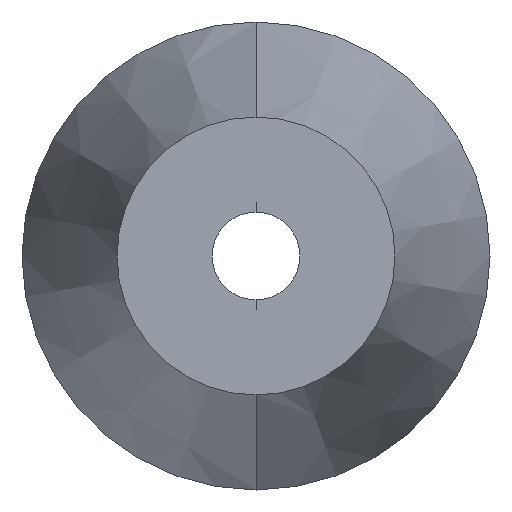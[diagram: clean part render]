
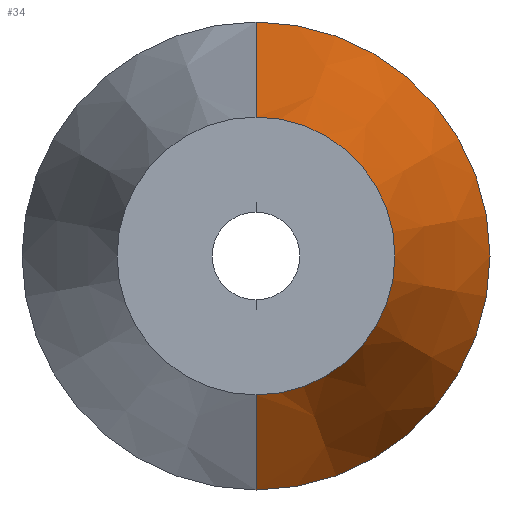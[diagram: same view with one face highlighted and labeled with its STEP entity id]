
A CAD part, front view. The second image highlights one B-rep face of the part: STEP entity #34.
In plain terms, the highlighted conical face has half-angle 15 degrees and reference radius 8 mm.
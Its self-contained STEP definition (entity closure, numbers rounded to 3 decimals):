
#21 = AXIS2_PLACEMENT_3D ( 'NONE', #395, #391, #107 ) ;
#28 = ORIENTED_EDGE ( 'NONE', *, *, #83, .T. ) ;
#34 = ADVANCED_FACE ( 'NONE', ( #308 ), #206, .T. ) ;
#36 = DIRECTION ( 'NONE',  ( 0., 0.966, -0.259 ) ) ;
#47 = ORIENTED_EDGE ( 'NONE', *, *, #199, .F. ) ;
#51 = DIRECTION ( 'NONE',  ( 0., -1., 0. ) ) ;
#76 = AXIS2_PLACEMENT_3D ( 'NONE', #169, #450, #165 ) ;
#81 = VECTOR ( 'NONE', #154, 1000. ) ;
#83 = EDGE_CURVE ( 'NONE', #275, #257, #496, .T. ) ;
#94 = VECTOR ( 'NONE', #36, 1000. ) ;
#100 = CARTESIAN_POINT ( 'NONE',  ( 0., 12.129, 8. ) ) ;
#107 = DIRECTION ( 'NONE',  ( 0., 0., -1. ) ) ;
#132 = ORIENTED_EDGE ( 'NONE', *, *, #498, .F. ) ;
#141 = CARTESIAN_POINT ( 'NONE',  ( 0., 12.129, -8. ) ) ;
#154 = DIRECTION ( 'NONE',  ( 0., 0.966, 0.259 ) ) ;
#165 = DIRECTION ( 'NONE',  ( 0., 0., 1. ) ) ;
#169 = CARTESIAN_POINT ( 'NONE',  ( 0., 12.129, 0. ) ) ;
#188 = CIRCLE ( 'NONE', #495, 4.75 ) ;
#192 = LINE ( 'NONE', #523, #81 ) ;
#199 = EDGE_CURVE ( 'NONE', #286, #310, #188, .T. ) ;
#206 = CONICAL_SURFACE ( 'NONE', #76, 8., 0.262 ) ;
#226 = CARTESIAN_POINT ( 'NONE',  ( 0., 0., -4.75 ) ) ;
#257 = VERTEX_POINT ( 'NONE', #100 ) ;
#261 = CARTESIAN_POINT ( 'NONE',  ( 0., 0., 0. ) ) ;
#265 = CARTESIAN_POINT ( 'NONE',  ( 0., 0., 4.75 ) ) ;
#275 = VERTEX_POINT ( 'NONE', #141 ) ;
#286 = VERTEX_POINT ( 'NONE', #226 ) ;
#287 = CARTESIAN_POINT ( 'NONE',  ( 0., 12.129, -8. ) ) ;
#307 = LINE ( 'NONE', #287, #94 ) ;
#308 = FACE_OUTER_BOUND ( 'NONE', #514, .T. ) ;
#310 = VERTEX_POINT ( 'NONE', #265 ) ;
#332 = ORIENTED_EDGE ( 'NONE', *, *, #440, .T. ) ;
#391 = DIRECTION ( 'NONE',  ( 0., -1., 0. ) ) ;
#395 = CARTESIAN_POINT ( 'NONE',  ( 0., 12.129, 0. ) ) ;
#440 = EDGE_CURVE ( 'NONE', #286, #275, #307, .T. ) ;
#450 = DIRECTION ( 'NONE',  ( 0., 1., 0. ) ) ;
#454 = DIRECTION ( 'NONE',  ( 0., 0., -1. ) ) ;
#495 = AXIS2_PLACEMENT_3D ( 'NONE', #261, #51, #454 ) ;
#496 = CIRCLE ( 'NONE', #21, 8. ) ;
#498 = EDGE_CURVE ( 'NONE', #310, #257, #192, .T. ) ;
#514 = EDGE_LOOP ( 'NONE', ( #47, #332, #28, #132 ) ) ;
#523 = CARTESIAN_POINT ( 'NONE',  ( 0., 12.129, 8. ) ) ;
